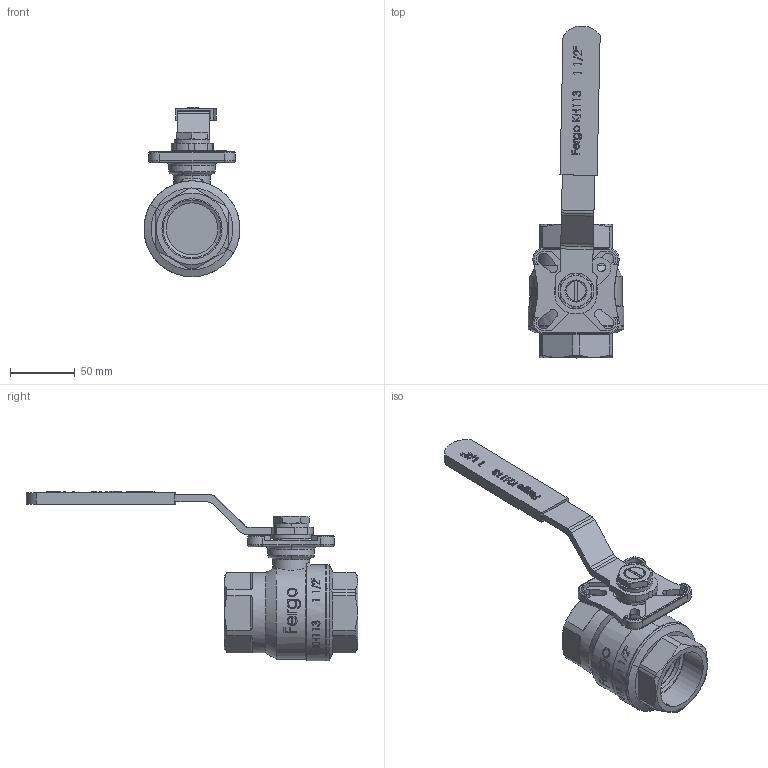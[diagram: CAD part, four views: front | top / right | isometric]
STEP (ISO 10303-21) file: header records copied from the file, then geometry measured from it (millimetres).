
FILE_DESCRIPTION (( 'STEP AP214' ), '1' );
FILE_NAME ('KH113-¹ ¹/2-Zoll-PN63-Handhebel-Fergo.STEP', '2022-10-20T12:52:15', ( '' ), ( '' ), 'SwSTEP 2.0', 'SolidWorks 2022', '' );
FILE_SCHEMA (( 'AUTOMOTIVE_DESIGN' ));
Length unit declared in the file: millimetre
Products named in the file (1): KH113-¹ ¹⁄₂-Zoll-PN63-Handhebel-Fergo
Bounding box: 74 x 255.78 x 130.73 mm (x, y, z)
Volume: 208403.8 mm3; surface area: 85705.7 mm2
Topology: 1 solids, 4 shells, 654 faces, 1798 edges, 1214 vertices
Faces by surface type: plane 268, cylinder 194, cone 102, bspline 67, torus 23
Entity records: 27940 total; most frequent: CARTESIAN_POINT 11764, ORIENTED_EDGE 3596, DIRECTION 3097, EDGE_CURVE 1798, VERTEX_POINT 1214, AXIS2_PLACEMENT_3D 1136, LINE 825, VECTOR 825
